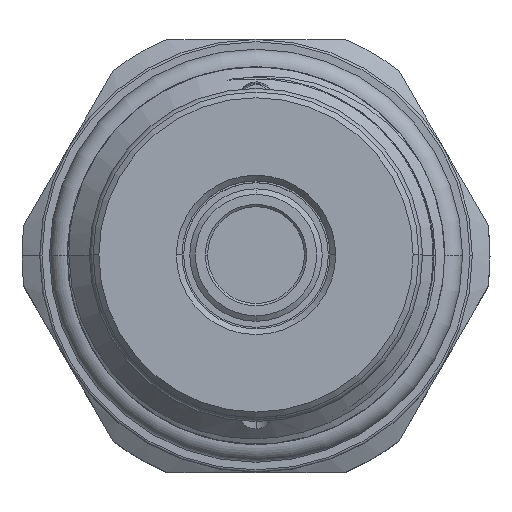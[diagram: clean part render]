
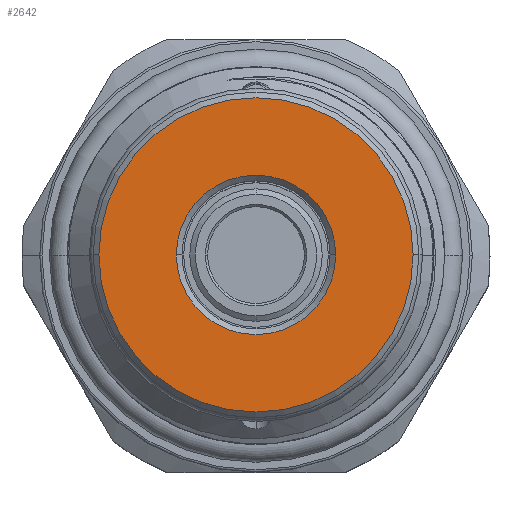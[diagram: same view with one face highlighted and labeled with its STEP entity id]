
A CAD part, top view. The second image highlights one B-rep face of the part: STEP entity #2642.
In plain terms, the highlighted planar face has unit normal (0, 0, 1).
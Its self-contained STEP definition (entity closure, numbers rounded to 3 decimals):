
#447 = VERTEX_POINT ( 'NONE', #4049 ) ;
#887 = ORIENTED_EDGE ( 'NONE', *, *, #11510, .T. ) ;
#1057 = FACE_BOUND ( 'NONE', #2838, .T. ) ;
#1092 = EDGE_LOOP ( 'NONE', ( #4614, #9400 ) ) ;
#1767 = DIRECTION ( 'NONE',  ( 0., 0., 1. ) ) ;
#2218 = EDGE_CURVE ( 'NONE', #14381, #14030, #5136, .T. ) ;
#2642 = ADVANCED_FACE ( 'NONE', ( #1057, #6244 ), #5455, .T. ) ;
#2690 = DIRECTION ( 'NONE',  ( 1., 0., 0. ) ) ;
#2838 = EDGE_LOOP ( 'NONE', ( #8695, #887 ) ) ;
#3344 = DIRECTION ( 'NONE',  ( 1., 0., 0. ) ) ;
#3683 = DIRECTION ( 'NONE',  ( 0., 0., -1. ) ) ;
#3707 = AXIS2_PLACEMENT_3D ( 'NONE', #5346, #1767, #11420 ) ;
#3855 = CARTESIAN_POINT ( 'NONE',  ( 13.8, 0., 0. ) ) ;
#3923 = EDGE_CURVE ( 'NONE', #4397, #447, #11935, .T. ) ;
#4049 = CARTESIAN_POINT ( 'NONE',  ( -7., 0., 0. ) ) ;
#4397 = VERTEX_POINT ( 'NONE', #11521 ) ;
#4458 = CARTESIAN_POINT ( 'NONE',  ( 0., 0., 0. ) ) ;
#4614 = ORIENTED_EDGE ( 'NONE', *, *, #2218, .T. ) ;
#4657 = AXIS2_PLACEMENT_3D ( 'NONE', #4458, #12914, #3344 ) ;
#5136 = CIRCLE ( 'NONE', #13786, 13.8 ) ;
#5269 = DIRECTION ( 'NONE',  ( 1., 0., 0. ) ) ;
#5346 = CARTESIAN_POINT ( 'NONE',  ( 0., 0., 0. ) ) ;
#5455 = PLANE ( 'NONE',  #3707 ) ;
#6244 = FACE_OUTER_BOUND ( 'NONE', #1092, .T. ) ;
#6764 = EDGE_CURVE ( 'NONE', #14030, #14381, #15227, .T. ) ;
#8486 = CIRCLE ( 'NONE', #13106, 7. ) ;
#8695 = ORIENTED_EDGE ( 'NONE', *, *, #3923, .T. ) ;
#9339 = DIRECTION ( 'NONE',  ( 1., 0., 0. ) ) ;
#9400 = ORIENTED_EDGE ( 'NONE', *, *, #6764, .T. ) ;
#9777 = CARTESIAN_POINT ( 'NONE',  ( 0., 0., 0. ) ) ;
#10228 = AXIS2_PLACEMENT_3D ( 'NONE', #15265, #15215, #9339 ) ;
#11420 = DIRECTION ( 'NONE',  ( 1., 0., 0. ) ) ;
#11510 = EDGE_CURVE ( 'NONE', #447, #4397, #8486, .T. ) ;
#11521 = CARTESIAN_POINT ( 'NONE',  ( 7., 0., 0. ) ) ;
#11935 = CIRCLE ( 'NONE', #10228, 7. ) ;
#12484 = CARTESIAN_POINT ( 'NONE',  ( 0., 0., 0. ) ) ;
#12914 = DIRECTION ( 'NONE',  ( 0., 0., 1. ) ) ;
#13106 = AXIS2_PLACEMENT_3D ( 'NONE', #9777, #3683, #2690 ) ;
#13786 = AXIS2_PLACEMENT_3D ( 'NONE', #12484, #14813, #5269 ) ;
#14014 = CARTESIAN_POINT ( 'NONE',  ( -13.8, 0., 0. ) ) ;
#14030 = VERTEX_POINT ( 'NONE', #3855 ) ;
#14381 = VERTEX_POINT ( 'NONE', #14014 ) ;
#14813 = DIRECTION ( 'NONE',  ( 0., 0., 1. ) ) ;
#15215 = DIRECTION ( 'NONE',  ( 0., 0., -1. ) ) ;
#15227 = CIRCLE ( 'NONE', #4657, 13.8 ) ;
#15265 = CARTESIAN_POINT ( 'NONE',  ( 0., 0., 0. ) ) ;
